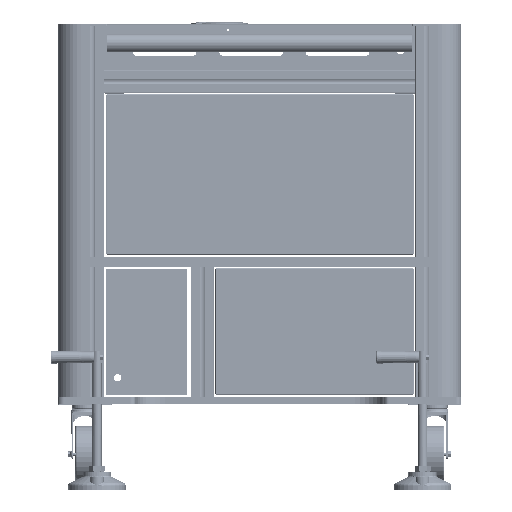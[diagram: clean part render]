
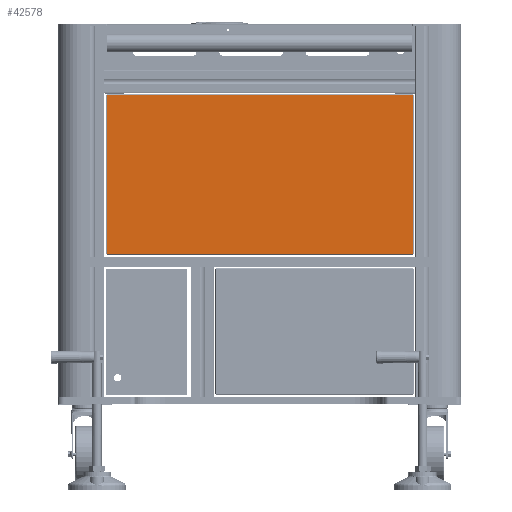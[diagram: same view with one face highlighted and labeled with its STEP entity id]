
A CAD part, front view. The second image highlights one B-rep face of the part: STEP entity #42578.
In plain terms, the highlighted face is planar.
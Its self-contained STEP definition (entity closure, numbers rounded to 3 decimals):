
#4443=FACE_OUTER_BOUND('',#7297,.T.);
#7297=EDGE_LOOP('',(#38369,#38370,#38371,#38372));
#13051=LINE('',#72191,#17033);
#13052=LINE('',#72195,#17034);
#13053=LINE('',#72197,#17035);
#13054=LINE('',#72198,#17036);
#17033=VECTOR('',#59204,276.);
#17034=VECTOR('',#59209,532.);
#17035=VECTOR('',#59210,276.);
#17036=VECTOR('',#59211,532.);
#21035=VERTEX_POINT('',#72186);
#21036=VERTEX_POINT('',#72190);
#21037=VERTEX_POINT('',#72194);
#21038=VERTEX_POINT('',#72196);
#26860=EDGE_CURVE('',#21035,#21036,#13051,.T.);
#26862=EDGE_CURVE('',#21036,#21037,#13052,.T.);
#26863=EDGE_CURVE('',#21037,#21038,#13053,.T.);
#26864=EDGE_CURVE('',#21038,#21035,#13054,.T.);
#38369=ORIENTED_EDGE('',*,*,#26860,.T.);
#38370=ORIENTED_EDGE('',*,*,#26862,.T.);
#38371=ORIENTED_EDGE('',*,*,#26863,.T.);
#38372=ORIENTED_EDGE('',*,*,#26864,.T.);
#40421=PLANE('',#47321);
#42578=ADVANCED_FACE('',(#4443),#40421,.T.);
#47321=AXIS2_PLACEMENT_3D('',#72193,#59207,#59208);
#59204=DIRECTION('',(0.,1.,0.));
#59207=DIRECTION('center_axis',(0.,0.,1.));
#59208=DIRECTION('ref_axis',(1.,0.,0.));
#59209=DIRECTION('',(-1.,0.,0.));
#59210=DIRECTION('',(0.,-1.,0.));
#59211=DIRECTION('',(1.,0.,0.));
#72186=CARTESIAN_POINT('',(266.,-138.,1.6));
#72190=CARTESIAN_POINT('',(266.,138.,1.6));
#72191=CARTESIAN_POINT('',(266.,-138.,1.6));
#72193=CARTESIAN_POINT('Origin',(0.,0.,1.6));
#72194=CARTESIAN_POINT('',(-266.,138.,1.6));
#72195=CARTESIAN_POINT('',(266.,138.,1.6));
#72196=CARTESIAN_POINT('',(-266.,-138.,1.6));
#72197=CARTESIAN_POINT('',(-266.,138.,1.6));
#72198=CARTESIAN_POINT('',(-266.,-138.,1.6));
